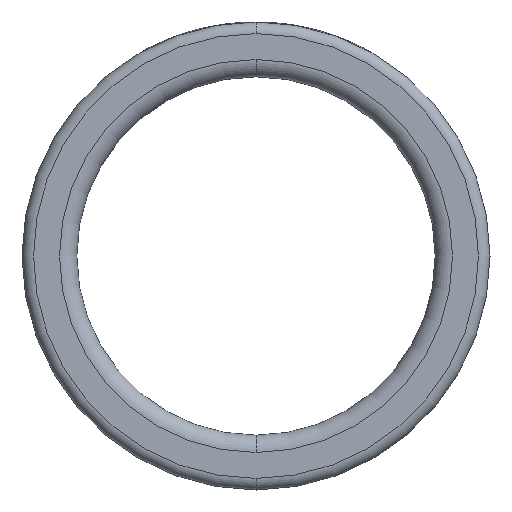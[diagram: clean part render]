
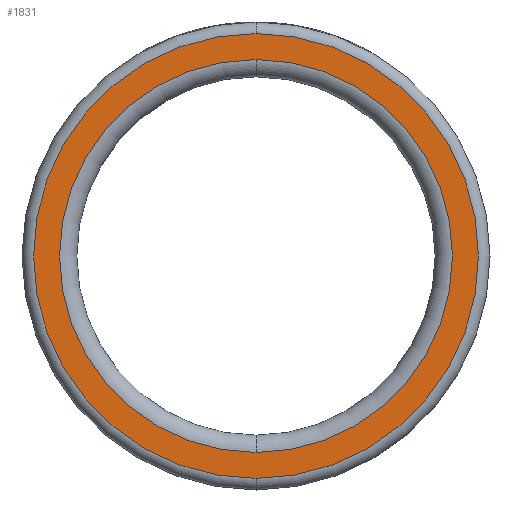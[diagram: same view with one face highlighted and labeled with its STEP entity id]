
A CAD part, front view. The second image highlights one B-rep face of the part: STEP entity #1831.
In plain terms, the highlighted planar face has unit normal (0, -1, 0).
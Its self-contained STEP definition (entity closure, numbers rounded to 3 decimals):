
#90 = VERTEX_POINT ( 'NONE', #293 ) ;
#275 = CIRCLE ( 'NONE', #1944, 38.5 ) ;
#288 = EDGE_CURVE ( 'NONE', #2129, #90, #657, .T. ) ;
#293 = CARTESIAN_POINT ( 'NONE',  ( 0., -65., 34. ) ) ;
#314 = FACE_BOUND ( 'NONE', #2657, .T. ) ;
#419 = CIRCLE ( 'NONE', #1755, 38.5 ) ;
#437 = AXIS2_PLACEMENT_3D ( 'NONE', #1652, #2507, #1241 ) ;
#476 = ORIENTED_EDGE ( 'NONE', *, *, #1746, .T. ) ;
#497 = CARTESIAN_POINT ( 'NONE',  ( 0., -65., 0. ) ) ;
#506 = DIRECTION ( 'NONE',  ( 0., 0., -1. ) ) ;
#574 = DIRECTION ( 'NONE',  ( 0., 0., -1. ) ) ;
#620 = VERTEX_POINT ( 'NONE', #2181 ) ;
#652 = ORIENTED_EDGE ( 'NONE', *, *, #2549, .T. ) ;
#657 = CIRCLE ( 'NONE', #437, 34. ) ;
#749 = CARTESIAN_POINT ( 'NONE',  ( 0., -65., 0. ) ) ;
#837 = ORIENTED_EDGE ( 'NONE', *, *, #288, .F. ) ;
#1107 = CARTESIAN_POINT ( 'NONE',  ( 0., -65., -34. ) ) ;
#1142 = DIRECTION ( 'NONE',  ( 0., -1., 0. ) ) ;
#1168 = DIRECTION ( 'NONE',  ( 0., -1., 0. ) ) ;
#1169 = DIRECTION ( 'NONE',  ( 0., -1., 0. ) ) ;
#1213 = EDGE_CURVE ( 'NONE', #90, #2129, #2530, .T. ) ;
#1241 = DIRECTION ( 'NONE',  ( 0., 0., -1. ) ) ;
#1267 = VERTEX_POINT ( 'NONE', #2436 ) ;
#1374 = PLANE ( 'NONE',  #1473 ) ;
#1473 = AXIS2_PLACEMENT_3D ( 'NONE', #1860, #1142, #574 ) ;
#1589 = CARTESIAN_POINT ( 'NONE',  ( 0., -65., 0. ) ) ;
#1603 = DIRECTION ( 'NONE',  ( 0., 0., -1. ) ) ;
#1652 = CARTESIAN_POINT ( 'NONE',  ( 0., -65., 0. ) ) ;
#1711 = EDGE_LOOP ( 'NONE', ( #476, #652 ) ) ;
#1746 = EDGE_CURVE ( 'NONE', #620, #1267, #419, .T. ) ;
#1755 = AXIS2_PLACEMENT_3D ( 'NONE', #497, #2642, #2002 ) ;
#1799 = FACE_OUTER_BOUND ( 'NONE', #1711, .T. ) ;
#1831 = ADVANCED_FACE ( 'NONE', ( #1799, #314 ), #1374, .T. ) ;
#1860 = CARTESIAN_POINT ( 'NONE',  ( 34., -65., 0. ) ) ;
#1944 = AXIS2_PLACEMENT_3D ( 'NONE', #749, #1168, #1603 ) ;
#2002 = DIRECTION ( 'NONE',  ( 0., 0., -1. ) ) ;
#2123 = AXIS2_PLACEMENT_3D ( 'NONE', #1589, #1169, #506 ) ;
#2129 = VERTEX_POINT ( 'NONE', #1107 ) ;
#2181 = CARTESIAN_POINT ( 'NONE',  ( 0., -65., -38.5 ) ) ;
#2436 = CARTESIAN_POINT ( 'NONE',  ( 0., -65., 38.5 ) ) ;
#2507 = DIRECTION ( 'NONE',  ( 0., -1., 0. ) ) ;
#2530 = CIRCLE ( 'NONE', #2123, 34. ) ;
#2549 = EDGE_CURVE ( 'NONE', #1267, #620, #275, .T. ) ;
#2625 = ORIENTED_EDGE ( 'NONE', *, *, #1213, .F. ) ;
#2642 = DIRECTION ( 'NONE',  ( 0., -1., 0. ) ) ;
#2657 = EDGE_LOOP ( 'NONE', ( #837, #2625 ) ) ;
